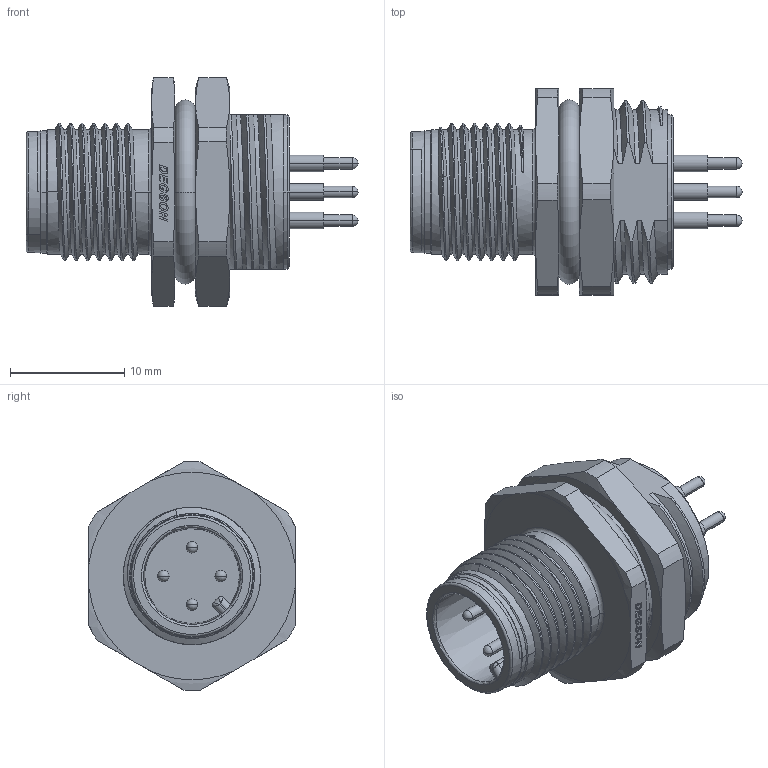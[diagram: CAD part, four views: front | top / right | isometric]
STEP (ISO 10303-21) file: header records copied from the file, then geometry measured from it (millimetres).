
FILE_DESCRIPTION((''),'2;1');
FILE_NAME('SP-M12A-05P-MM-SH8002-00AH_ASM','2020-06-17T',('Administrator'),(''),'CREO PARAMETRIC BY PTC INC, 2014350','CREO PARAMETRIC BY PTC INC, 2014350','');
FILE_SCHEMA(('CONFIG_CONTROL_DESIGN'));
Length unit declared in the file: millimetre
Products named in the file (1): SP-M12A-05P-MM-SH8002-00AH_ASM
Bounding box: 29 x 18.02 x 20 mm (x, y, z)
Volume: 3162.1 mm3; surface area: 3613.6 mm2
Topology: 1 solids, 3 shells, 817 faces, 2368 edges, 1564 vertices
Faces by surface type: plane 613, cylinder 94, bspline 32, cone 30, torus 28, sphere 16, extrusion 4
Entity records: 31770 total; most frequent: CARTESIAN_POINT 10665, ORIENTED_EDGE 4704, DIRECTION 3881, EDGE_CURVE 2352, VECTOR 1835, LINE 1831, VERTEX_POINT 1564, AXIS2_PLACEMENT_3D 1023
